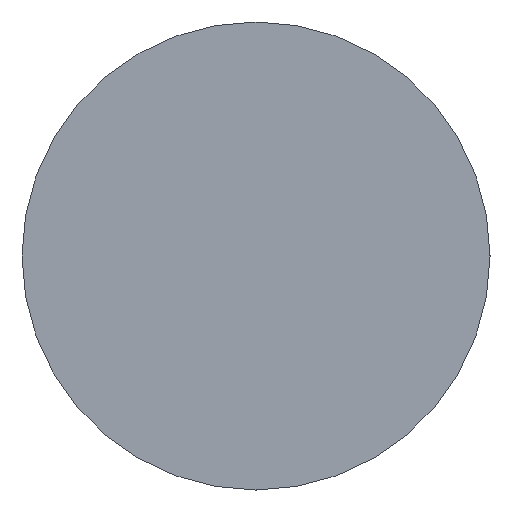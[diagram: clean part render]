
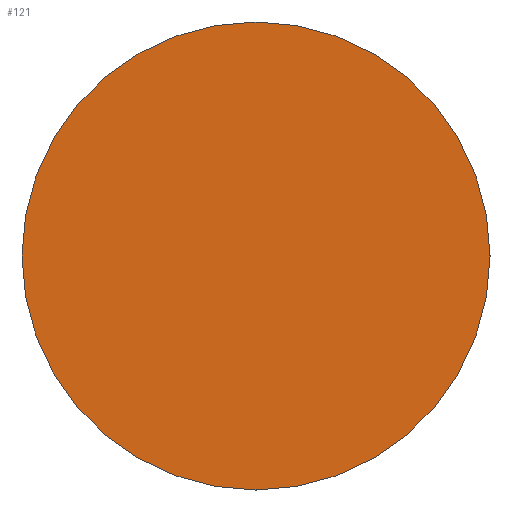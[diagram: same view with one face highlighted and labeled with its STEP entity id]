
A CAD part, front view. The second image highlights one B-rep face of the part: STEP entity #121.
In plain terms, the highlighted planar face has unit normal (0, -1, 0).
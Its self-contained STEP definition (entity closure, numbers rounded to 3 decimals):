
#98=FACE_OUTER_BOUND('',#186,.T.);
#121=ADVANCED_FACE('',(#98),#128,.F.);
#128=PLANE('',#293);
#186=EDGE_LOOP('',(#216));
#216=ORIENTED_EDGE('',*,*,#245,.F.);
#230=VERTEX_POINT('',#399);
#245=EDGE_CURVE('',#230,#230,#260,.T.);
#260=CIRCLE('',#289,9.5);
#289=AXIS2_PLACEMENT_3D('',#398,#348,#349);
#293=AXIS2_PLACEMENT_3D('',#404,#356,#357);
#348=DIRECTION('',(0.,1.,0.));
#349=DIRECTION('',(0.,0.,1.));
#356=DIRECTION('',(0.,1.,0.));
#357=DIRECTION('',(0.,0.,1.));
#398=CARTESIAN_POINT('',(0.,-37.3,0.));
#399=CARTESIAN_POINT('',(0.,-37.3,9.5));
#404=CARTESIAN_POINT('',(0.,-37.3,4.54));
